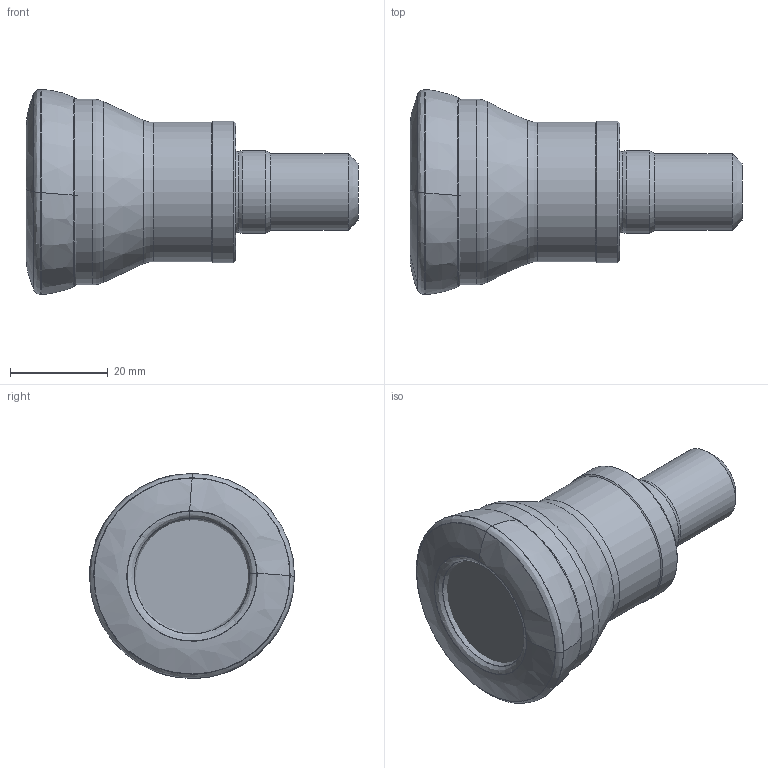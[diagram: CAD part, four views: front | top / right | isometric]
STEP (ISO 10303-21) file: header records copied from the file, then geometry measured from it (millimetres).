
FILE_DESCRIPTION(/* description */ (''),/* implementation_level */ '2;1');
FILE_NAME(/* name */ 'AHFM-SP1004-D42-M16-L43-Z04-H.stp',/* time_stamp */ '2023-10-18T14:14:07+03:00',/* author */ (''),/* organization */ (''),/* preprocessor_version */ 'ST-DEVELOPER v19.4',/* originating_system */ 'SIEMENS PLM Software NX2306.5001',/* authorisation */ '');
FILE_SCHEMA (('AUTOMOTIVE_DESIGN { 1 0 10303 214 3 1 1 1 }'));
Length unit declared in the file: millimetre
Products named in the file (1): AHFM-SP1004-D42-M16-L43-Z04-H-LIGHT_x_t_objects
Bounding box: 67.99 x 42.01 x 42.01 mm (x, y, z)
Volume: 50206.9 mm3; surface area: 10873.3 mm2
Topology: 2 solids, 2 shells, 57 faces, 110 edges, 56 vertices
Faces by surface type: bspline 32, cone 8, torus 6, cylinder 5, plane 3, revolution 3
Full cylindrical faces by diameter (mm): 15.75 x1, 17 x1, 28.5 x1, 29 x1, 38 x1
Entity records: 2820 total; most frequent: CARTESIAN_POINT 1878, ORIENTED_EDGE 176, DIRECTION 161, EDGE_CURVE 88, EDGE_LOOP 80, AXIS2_PLACEMENT_3D 79, ADVANCED_FACE 57, VERTEX_POINT 56
